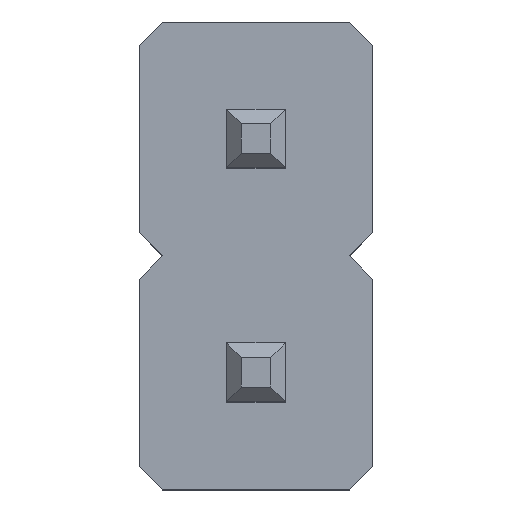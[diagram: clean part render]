
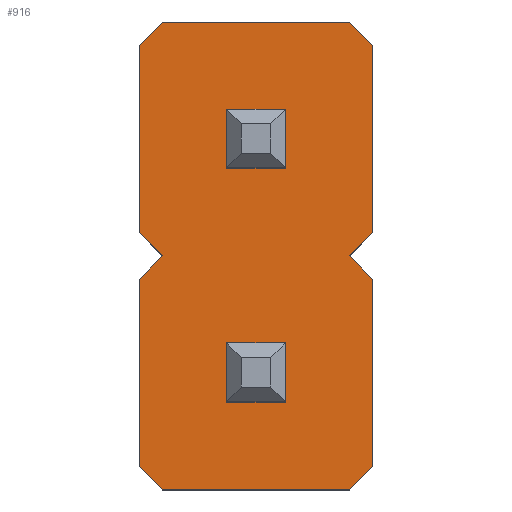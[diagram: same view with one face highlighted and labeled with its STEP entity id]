
A CAD part, top view. The second image highlights one B-rep face of the part: STEP entity #916.
In plain terms, the highlighted planar face has unit normal (0, 0, 1).
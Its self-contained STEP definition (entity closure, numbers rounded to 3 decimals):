
#14=FACE_BOUND('',#123,.T.);
#15=FACE_BOUND('',#124,.T.);
#70=FACE_OUTER_BOUND('',#122,.T.);
#122=EDGE_LOOP('',(#623,#624,#625,#626,#627,#628,#629,#630,#631,#632,#633,
#634,#635,#636));
#123=EDGE_LOOP('',(#637,#638,#639,#640));
#124=EDGE_LOOP('',(#641,#642,#643,#644));
#178=LINE('',#1267,#300);
#181=LINE('',#1273,#303);
#182=LINE('',#1275,#304);
#183=LINE('',#1277,#305);
#184=LINE('',#1279,#306);
#185=LINE('',#1281,#307);
#186=LINE('',#1283,#308);
#187=LINE('',#1285,#309);
#188=LINE('',#1287,#310);
#189=LINE('',#1289,#311);
#190=LINE('',#1291,#312);
#191=LINE('',#1293,#313);
#192=LINE('',#1295,#314);
#193=LINE('',#1296,#315);
#194=LINE('',#1299,#316);
#195=LINE('',#1301,#317);
#196=LINE('',#1303,#318);
#197=LINE('',#1304,#319);
#198=LINE('',#1307,#320);
#199=LINE('',#1309,#321);
#200=LINE('',#1311,#322);
#201=LINE('',#1312,#323);
#300=VECTOR('',#1038,10.);
#303=VECTOR('',#1043,1.);
#304=VECTOR('',#1044,1.);
#305=VECTOR('',#1045,1.);
#306=VECTOR('',#1046,1.);
#307=VECTOR('',#1047,1.);
#308=VECTOR('',#1048,1.);
#309=VECTOR('',#1049,10.);
#310=VECTOR('',#1050,1.);
#311=VECTOR('',#1051,1.);
#312=VECTOR('',#1052,1.);
#313=VECTOR('',#1053,1.);
#314=VECTOR('',#1054,1.);
#315=VECTOR('',#1055,1.);
#316=VECTOR('',#1056,1.);
#317=VECTOR('',#1057,1.);
#318=VECTOR('',#1058,1.);
#319=VECTOR('',#1059,1.);
#320=VECTOR('',#1060,1.);
#321=VECTOR('',#1061,1.);
#322=VECTOR('',#1062,1.);
#323=VECTOR('',#1063,1.);
#422=VERTEX_POINT('',#1264);
#423=VERTEX_POINT('',#1266);
#425=VERTEX_POINT('',#1272);
#426=VERTEX_POINT('',#1274);
#427=VERTEX_POINT('',#1276);
#428=VERTEX_POINT('',#1278);
#429=VERTEX_POINT('',#1280);
#430=VERTEX_POINT('',#1282);
#431=VERTEX_POINT('',#1284);
#432=VERTEX_POINT('',#1286);
#433=VERTEX_POINT('',#1288);
#434=VERTEX_POINT('',#1290);
#435=VERTEX_POINT('',#1292);
#436=VERTEX_POINT('',#1294);
#437=VERTEX_POINT('',#1297);
#438=VERTEX_POINT('',#1298);
#439=VERTEX_POINT('',#1300);
#440=VERTEX_POINT('',#1302);
#441=VERTEX_POINT('',#1305);
#442=VERTEX_POINT('',#1306);
#443=VERTEX_POINT('',#1308);
#444=VERTEX_POINT('',#1310);
#498=EDGE_CURVE('',#423,#422,#178,.T.);
#501=EDGE_CURVE('',#422,#425,#181,.T.);
#502=EDGE_CURVE('',#425,#426,#182,.T.);
#503=EDGE_CURVE('',#426,#427,#183,.T.);
#504=EDGE_CURVE('',#427,#428,#184,.T.);
#505=EDGE_CURVE('',#428,#429,#185,.T.);
#506=EDGE_CURVE('',#429,#430,#186,.T.);
#507=EDGE_CURVE('',#431,#430,#187,.T.);
#508=EDGE_CURVE('',#431,#432,#188,.T.);
#509=EDGE_CURVE('',#432,#433,#189,.T.);
#510=EDGE_CURVE('',#433,#434,#190,.T.);
#511=EDGE_CURVE('',#434,#435,#191,.T.);
#512=EDGE_CURVE('',#435,#436,#192,.T.);
#513=EDGE_CURVE('',#436,#423,#193,.T.);
#514=EDGE_CURVE('',#437,#438,#194,.T.);
#515=EDGE_CURVE('',#439,#437,#195,.T.);
#516=EDGE_CURVE('',#439,#440,#196,.T.);
#517=EDGE_CURVE('',#440,#438,#197,.T.);
#518=EDGE_CURVE('',#441,#442,#198,.T.);
#519=EDGE_CURVE('',#441,#443,#199,.T.);
#520=EDGE_CURVE('',#443,#444,#200,.T.);
#521=EDGE_CURVE('',#442,#444,#201,.T.);
#623=ORIENTED_EDGE('',*,*,#498,.T.);
#624=ORIENTED_EDGE('',*,*,#501,.T.);
#625=ORIENTED_EDGE('',*,*,#502,.T.);
#626=ORIENTED_EDGE('',*,*,#503,.T.);
#627=ORIENTED_EDGE('',*,*,#504,.T.);
#628=ORIENTED_EDGE('',*,*,#505,.T.);
#629=ORIENTED_EDGE('',*,*,#506,.T.);
#630=ORIENTED_EDGE('',*,*,#507,.F.);
#631=ORIENTED_EDGE('',*,*,#508,.T.);
#632=ORIENTED_EDGE('',*,*,#509,.T.);
#633=ORIENTED_EDGE('',*,*,#510,.T.);
#634=ORIENTED_EDGE('',*,*,#511,.T.);
#635=ORIENTED_EDGE('',*,*,#512,.T.);
#636=ORIENTED_EDGE('',*,*,#513,.T.);
#637=ORIENTED_EDGE('',*,*,#514,.F.);
#638=ORIENTED_EDGE('',*,*,#515,.F.);
#639=ORIENTED_EDGE('',*,*,#516,.T.);
#640=ORIENTED_EDGE('',*,*,#517,.T.);
#641=ORIENTED_EDGE('',*,*,#518,.F.);
#642=ORIENTED_EDGE('',*,*,#519,.T.);
#643=ORIENTED_EDGE('',*,*,#520,.T.);
#644=ORIENTED_EDGE('',*,*,#521,.F.);
#864=PLANE('',#982);
#916=ADVANCED_FACE('',(#70,#14,#15),#864,.T.);
#982=AXIS2_PLACEMENT_3D('',#1271,#1041,#1042);
#1038=DIRECTION('',(1.,0.,0.));
#1041=DIRECTION('center_axis',(0.,0.,1.));
#1042=DIRECTION('ref_axis',(1.,0.,0.));
#1043=DIRECTION('',(0.707,0.707,0.));
#1044=DIRECTION('',(0.,1.,0.));
#1045=DIRECTION('',(-0.707,0.707,0.));
#1046=DIRECTION('',(0.707,0.707,0.));
#1047=DIRECTION('',(0.,1.,0.));
#1048=DIRECTION('',(-0.707,0.707,0.));
#1049=DIRECTION('',(1.,0.,0.));
#1050=DIRECTION('',(-0.707,-0.707,0.));
#1051=DIRECTION('',(0.,-1.,0.));
#1052=DIRECTION('',(0.707,-0.707,0.));
#1053=DIRECTION('',(-0.707,-0.707,0.));
#1054=DIRECTION('',(0.,-1.,0.));
#1055=DIRECTION('',(0.707,-0.707,0.));
#1056=DIRECTION('',(-1.,0.,0.));
#1057=DIRECTION('',(0.,1.,0.));
#1058=DIRECTION('',(-1.,0.,0.));
#1059=DIRECTION('',(0.,1.,0.));
#1060=DIRECTION('',(0.,1.,0.));
#1061=DIRECTION('',(-1.,0.,0.));
#1062=DIRECTION('',(0.,1.,0.));
#1063=DIRECTION('',(-1.,0.,0.));
#1264=CARTESIAN_POINT('',(1.016,-3.81,2.54));
#1266=CARTESIAN_POINT('',(-1.016,-3.81,2.54));
#1267=CARTESIAN_POINT('',(0.,-3.81,2.54));
#1271=CARTESIAN_POINT('Origin',(0.,-24.13,2.54));
#1272=CARTESIAN_POINT('',(1.27,-3.556,2.54));
#1273=CARTESIAN_POINT('',(1.016,-3.81,2.54));
#1274=CARTESIAN_POINT('',(1.27,-1.524,2.54));
#1275=CARTESIAN_POINT('',(1.27,-3.556,2.54));
#1276=CARTESIAN_POINT('',(1.016,-1.27,2.54));
#1277=CARTESIAN_POINT('',(1.27,-1.524,2.54));
#1278=CARTESIAN_POINT('',(1.27,-1.016,2.54));
#1279=CARTESIAN_POINT('',(1.016,-1.27,2.54));
#1280=CARTESIAN_POINT('',(1.27,1.016,2.54));
#1281=CARTESIAN_POINT('',(1.27,-1.016,2.54));
#1282=CARTESIAN_POINT('',(1.016,1.27,2.54));
#1283=CARTESIAN_POINT('',(1.27,1.016,2.54));
#1284=CARTESIAN_POINT('',(-1.016,1.27,2.54));
#1285=CARTESIAN_POINT('',(0.,1.27,2.54));
#1286=CARTESIAN_POINT('',(-1.27,1.016,2.54));
#1287=CARTESIAN_POINT('',(-1.016,1.27,2.54));
#1288=CARTESIAN_POINT('',(-1.27,-1.016,2.54));
#1289=CARTESIAN_POINT('',(-1.27,1.016,2.54));
#1290=CARTESIAN_POINT('',(-1.016,-1.27,2.54));
#1291=CARTESIAN_POINT('',(-1.27,-1.016,2.54));
#1292=CARTESIAN_POINT('',(-1.27,-1.524,2.54));
#1293=CARTESIAN_POINT('',(-1.016,-1.27,2.54));
#1294=CARTESIAN_POINT('',(-1.27,-3.556,2.54));
#1295=CARTESIAN_POINT('',(-1.27,-1.524,2.54));
#1296=CARTESIAN_POINT('',(-1.27,-3.556,2.54));
#1297=CARTESIAN_POINT('',(0.32,0.32,2.54));
#1298=CARTESIAN_POINT('',(-0.32,0.32,2.54));
#1299=CARTESIAN_POINT('',(-0.16,0.32,2.54));
#1300=CARTESIAN_POINT('',(0.32,-0.32,2.54));
#1301=CARTESIAN_POINT('',(0.32,3.015,2.54));
#1302=CARTESIAN_POINT('',(-0.32,-0.32,2.54));
#1303=CARTESIAN_POINT('',(-0.16,-0.32,2.54));
#1304=CARTESIAN_POINT('',(-0.32,3.015,2.54));
#1305=CARTESIAN_POINT('',(0.32,-2.86,2.54));
#1306=CARTESIAN_POINT('',(0.32,-2.22,2.54));
#1307=CARTESIAN_POINT('',(0.32,1.745,2.54));
#1308=CARTESIAN_POINT('',(-0.32,-2.86,2.54));
#1309=CARTESIAN_POINT('',(-0.16,-2.86,2.54));
#1310=CARTESIAN_POINT('',(-0.32,-2.22,2.54));
#1311=CARTESIAN_POINT('',(-0.32,1.745,2.54));
#1312=CARTESIAN_POINT('',(-0.16,-2.22,2.54));
